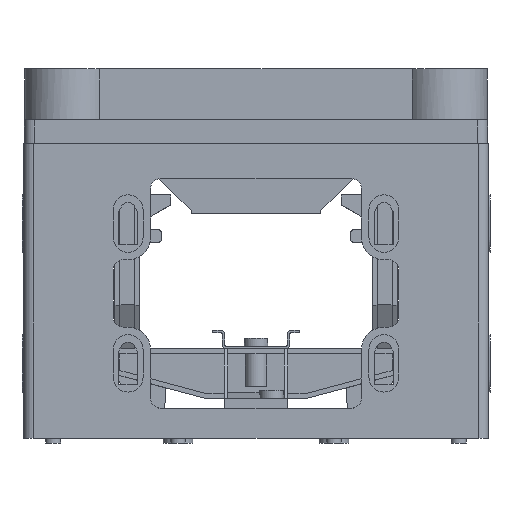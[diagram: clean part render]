
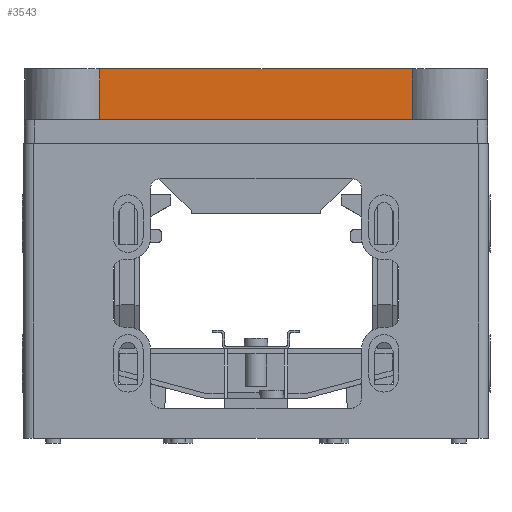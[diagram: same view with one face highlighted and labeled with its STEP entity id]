
A CAD part, front view. The second image highlights one B-rep face of the part: STEP entity #3543.
In plain terms, the highlighted face is planar.
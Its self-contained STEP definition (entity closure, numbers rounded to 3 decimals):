
#3543 = ADVANCED_FACE( '', ( #8323 ), #8324, .T. );
#8323 = FACE_OUTER_BOUND( '', #14468, .T. );
#8324 = PLANE( '', #14469 );
#14468 = EDGE_LOOP( '', ( #24993, #24994, #24995, #24996 ) );
#14469 = AXIS2_PLACEMENT_3D( '', #24997, #24998, #24999 );
#24993 = ORIENTED_EDGE( '', *, *, #40342, .F. );
#24994 = ORIENTED_EDGE( '', *, *, #40343, .F. );
#24995 = ORIENTED_EDGE( '', *, *, #40344, .T. );
#24996 = ORIENTED_EDGE( '', *, *, #37659, .T. );
#24997 = CARTESIAN_POINT( '', ( 6.204, 155.366, 9.6 ) );
#24998 = DIRECTION( '', ( -1., 0., 0. ) );
#24999 = DIRECTION( '', ( 0., 0., 1. ) );
#37659 = EDGE_CURVE( '', #45721, #45728, #45730, .T. );
#40342 = EDGE_CURVE( '', #50089, #45728, #50090, .T. );
#40343 = EDGE_CURVE( '', #50091, #50089, #50092, .T. );
#40344 = EDGE_CURVE( '', #50091, #45721, #50093, .T. );
#45721 = VERTEX_POINT( '', #57131 );
#45728 = VERTEX_POINT( '', #57139 );
#45730 = LINE( '', #57141, #57142 );
#50089 = VERTEX_POINT( '', #63170 );
#50090 = LINE( '', #63171, #63172 );
#50091 = VERTEX_POINT( '', #63173 );
#50092 = LINE( '', #63174, #63175 );
#50093 = LINE( '', #63176, #63177 );
#57131 = CARTESIAN_POINT( '', ( 6.204, 30.142, 9.6 ) );
#57139 = CARTESIAN_POINT( '', ( 6.204, 30.142, 30. ) );
#57141 = CARTESIAN_POINT( '', ( 6.204, 30.142, 9.6 ) );
#57142 = VECTOR( '', #70532, 1000. );
#63170 = CARTESIAN_POINT( '', ( 6.204, 155.366, 30. ) );
#63171 = CARTESIAN_POINT( '', ( 6.204, 155.366, 30. ) );
#63172 = VECTOR( '', #73745, 1000. );
#63173 = CARTESIAN_POINT( '', ( 6.204, 155.366, 9.6 ) );
#63174 = CARTESIAN_POINT( '', ( 6.204, 155.366, 9.6 ) );
#63175 = VECTOR( '', #73746, 1000. );
#63176 = CARTESIAN_POINT( '', ( 6.204, 155.366, 9.6 ) );
#63177 = VECTOR( '', #73747, 1000. );
#70532 = DIRECTION( '', ( 0., 0., 1. ) );
#73745 = DIRECTION( '', ( 0., -1., 0. ) );
#73746 = DIRECTION( '', ( 0., 0., 1. ) );
#73747 = DIRECTION( '', ( 0., -1., 0. ) );
